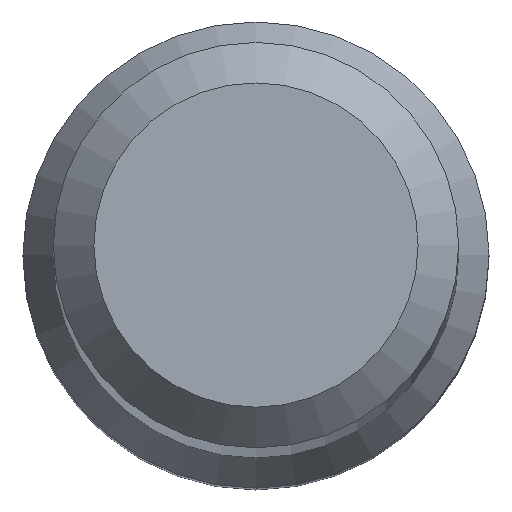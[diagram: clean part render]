
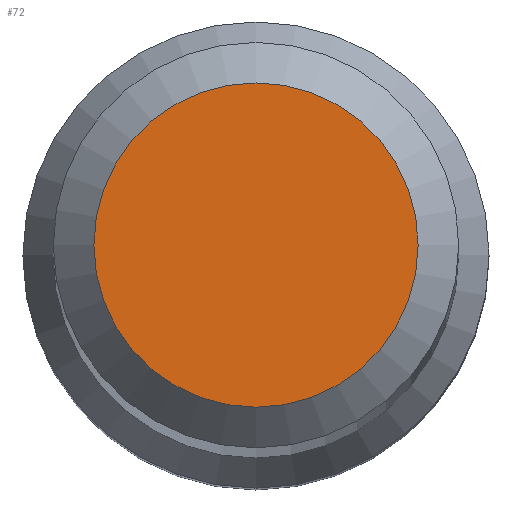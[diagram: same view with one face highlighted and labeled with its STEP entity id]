
A CAD part, top view. The second image highlights one B-rep face of the part: STEP entity #72.
In plain terms, the highlighted planar face has unit normal (0, 0, 1).
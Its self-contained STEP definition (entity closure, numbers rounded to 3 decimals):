
#10 = FACE_OUTER_BOUND ( 'NONE', #111, .T. ) ;
#70 = DIRECTION ( 'NONE',  ( 0., 0., -1. ) ) ;
#72 = ADVANCED_FACE ( 'NONE', ( #10 ), #163, .F. ) ;
#85 = CARTESIAN_POINT ( 'NONE',  ( 0., 0., 101. ) ) ;
#97 = ORIENTED_EDGE ( 'NONE', *, *, #124, .F. ) ;
#111 = EDGE_LOOP ( 'NONE', ( #97 ) ) ;
#120 = DIRECTION ( 'NONE',  ( 0., 0., -1. ) ) ;
#124 = EDGE_CURVE ( 'NONE', #146, #146, #201, .T. ) ;
#127 = CARTESIAN_POINT ( 'NONE',  ( 0., 0., 101. ) ) ;
#146 = VERTEX_POINT ( 'NONE', #181 ) ;
#148 = DIRECTION ( 'NONE',  ( 0., 1., 0. ) ) ;
#158 = DIRECTION ( 'NONE',  ( 0., 1., 0. ) ) ;
#159 = AXIS2_PLACEMENT_3D ( 'NONE', #127, #70, #148 ) ;
#163 = PLANE ( 'NONE',  #159 ) ;
#181 = CARTESIAN_POINT ( 'NONE',  ( 0., 2.4, 101. ) ) ;
#189 = AXIS2_PLACEMENT_3D ( 'NONE', #85, #120, #158 ) ;
#201 = CIRCLE ( 'NONE', #189, 2.4 ) ;
